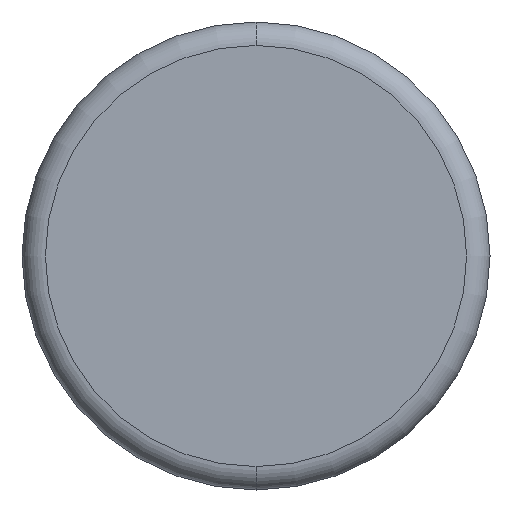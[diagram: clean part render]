
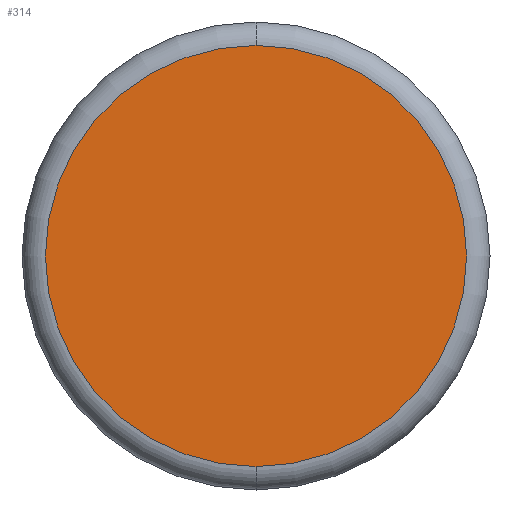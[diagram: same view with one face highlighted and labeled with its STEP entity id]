
A CAD part, front view. The second image highlights one B-rep face of the part: STEP entity #314.
In plain terms, the highlighted planar face has unit normal (0, -1, 0).
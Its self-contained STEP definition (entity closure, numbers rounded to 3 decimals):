
#9 = CARTESIAN_POINT ( 'NONE',  ( 0., 0., -4.5 ) ) ;
#12 = ORIENTED_EDGE ( 'NONE', *, *, #147, .T. ) ;
#24 = DIRECTION ( 'NONE',  ( 0., 0., -1. ) ) ;
#49 = PLANE ( 'NONE',  #272 ) ;
#51 = DIRECTION ( 'NONE',  ( 0., 0., -1. ) ) ;
#53 = CARTESIAN_POINT ( 'NONE',  ( 0., 0., 0. ) ) ;
#87 = DIRECTION ( 'NONE',  ( 0., 0., -1. ) ) ;
#115 = CIRCLE ( 'NONE', #242, 4.5 ) ;
#147 = EDGE_CURVE ( 'NONE', #227, #339, #115, .T. ) ;
#171 = EDGE_LOOP ( 'NONE', ( #221, #12 ) ) ;
#175 = EDGE_CURVE ( 'NONE', #339, #227, #349, .T. ) ;
#189 = FACE_OUTER_BOUND ( 'NONE', #171, .T. ) ;
#220 = DIRECTION ( 'NONE',  ( 0., -1., 0. ) ) ;
#221 = ORIENTED_EDGE ( 'NONE', *, *, #175, .T. ) ;
#227 = VERTEX_POINT ( 'NONE', #369 ) ;
#234 = CARTESIAN_POINT ( 'NONE',  ( 0., 0., 0. ) ) ;
#242 = AXIS2_PLACEMENT_3D ( 'NONE', #234, #220, #87 ) ;
#272 = AXIS2_PLACEMENT_3D ( 'NONE', #53, #284, #24 ) ;
#284 = DIRECTION ( 'NONE',  ( 0., -1., 0. ) ) ;
#288 = DIRECTION ( 'NONE',  ( 0., -1., 0. ) ) ;
#314 = ADVANCED_FACE ( 'NONE', ( #189 ), #49, .T. ) ;
#339 = VERTEX_POINT ( 'NONE', #9 ) ;
#349 = CIRCLE ( 'NONE', #361, 4.5 ) ;
#361 = AXIS2_PLACEMENT_3D ( 'NONE', #366, #288, #51 ) ;
#366 = CARTESIAN_POINT ( 'NONE',  ( 0., 0., 0. ) ) ;
#369 = CARTESIAN_POINT ( 'NONE',  ( 0., 0., 4.5 ) ) ;
